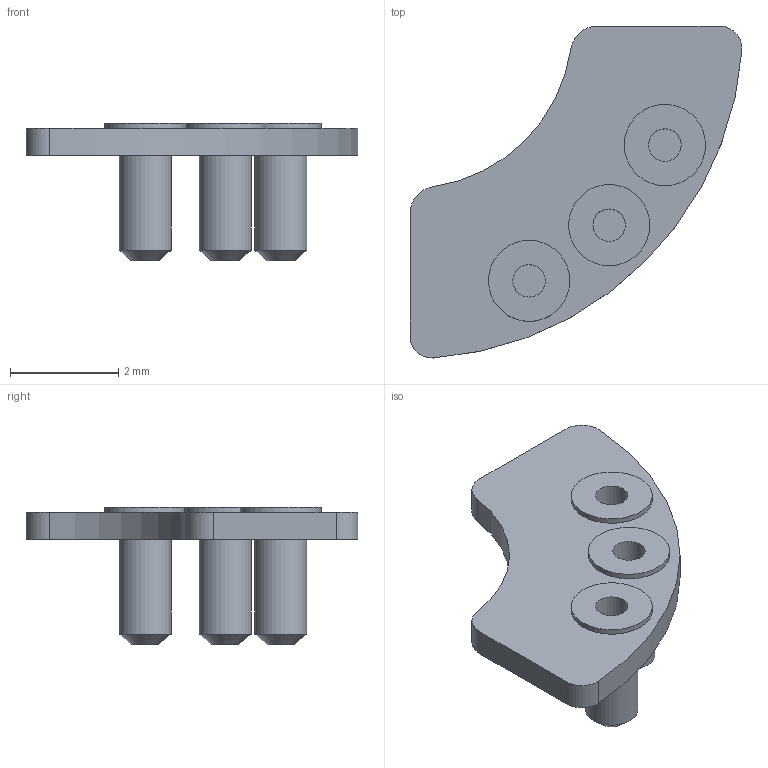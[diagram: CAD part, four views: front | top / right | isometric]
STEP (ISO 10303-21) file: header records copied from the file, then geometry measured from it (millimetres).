
FILE_DESCRIPTION(('FreeCAD Model'),'2;1');
FILE_NAME('SSP-103-E246-95.step', '2020-11-27T13:39:46',('Author'),(''), 'Open CASCADE STEP processor 7.3','FreeCAD','Unknown');
FILE_SCHEMA(('AUTOMOTIVE_DESIGN { 1 0 10303 214 1 1 1 1 }'));
Length unit declared in the file: millimetre
Products named in the file (1): Ready
Bounding box: 6.13 x 6.13 x 2.55 mm (x, y, z)
Volume: 14 mm3; surface area: 84.5 mm2
Topology: 1 solids, 1 shells, 34 faces, 60 edges, 40 vertices
Faces by surface type: plane 16, cylinder 15, cone 3
Full cylindrical faces by diameter (mm): 0.6 x3, 0.96 x3, 1.5 x3
Entity records: 1866 total; most frequent: DIRECTION 280, CARTESIAN_POINT 261, ORIENTED_EDGE 120, PCURVE 120, DEFINITIONAL_REPRESENTATION 120, LINE 102, VECTOR 102, CIRCLE 72
